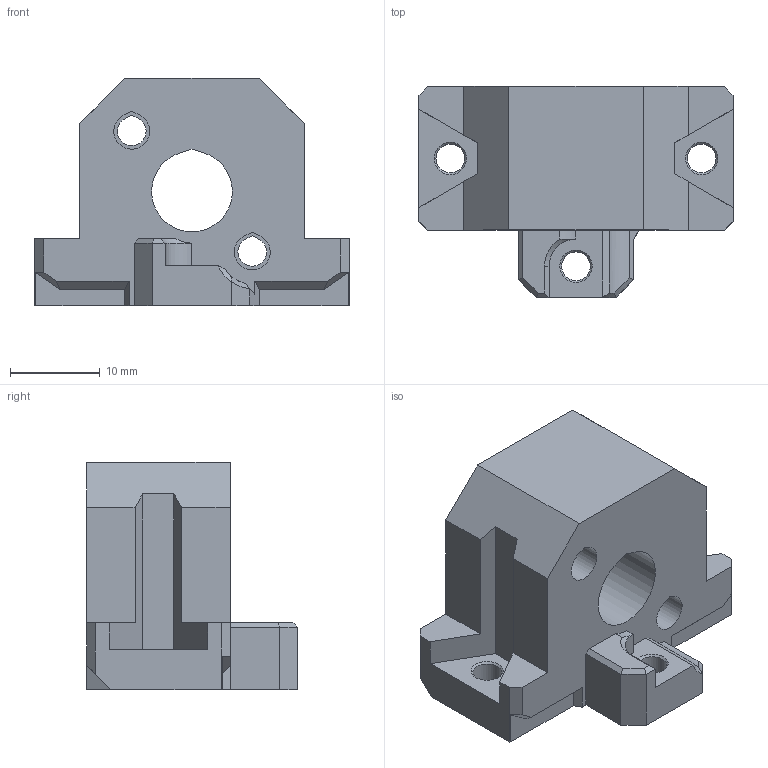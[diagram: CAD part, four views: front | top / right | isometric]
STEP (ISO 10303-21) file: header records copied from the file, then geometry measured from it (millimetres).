
FILE_DESCRIPTION(/* description */ (''),/* implementation_level */ '2;1');
FILE_NAME(/* name */ 'lead-screw-holder-left.step',/* time_stamp */ '2023-01-14T10:26:00+07:00',/* author */ (''),/* organization */ (''),/* preprocessor_version */ 'ST-DEVELOPER v19.2',/* originating_system */ 'Autodesk Translation Framework v11.17.0.187',/* authorisation */ '');
FILE_SCHEMA (('AUTOMOTIVE_DESIGN { 1 0 10303 214 3 1 1 }'));
Length unit declared in the file: millimetre
Products named in the file (1): Lead Screw Holder Left
Bounding box: 35 x 23.5 x 25.29 mm (x, y, z)
Volume: 8803.3 mm3; surface area: 4323.7 mm2
Topology: 1 solids, 1 shells, 90 faces, 250 edges, 165 vertices
Faces by surface type: plane 72, cylinder 11, cone 5, bspline 2
Full cylindrical faces by diameter (mm): 3.2 x3
Entity records: 2935 total; most frequent: CARTESIAN_POINT 564, ORIENTED_EDGE 500, DIRECTION 448, EDGE_CURVE 250, LINE 210, VECTOR 210, VERTEX_POINT 165, AXIS2_PLACEMENT_3D 119
